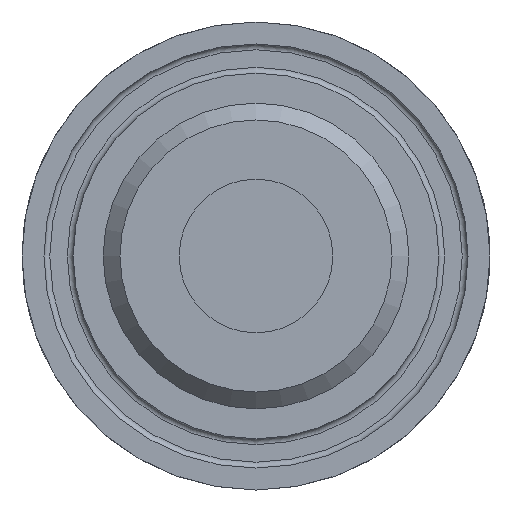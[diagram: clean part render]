
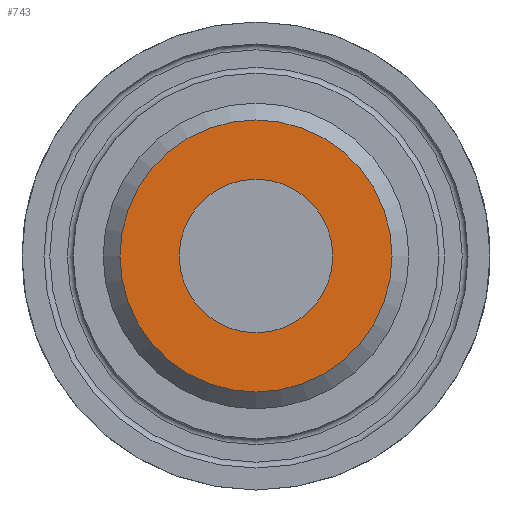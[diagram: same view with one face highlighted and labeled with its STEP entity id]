
A CAD part, front view. The second image highlights one B-rep face of the part: STEP entity #743.
In plain terms, the highlighted planar face has unit normal (0, -1, 0).
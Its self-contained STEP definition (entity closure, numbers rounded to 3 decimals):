
#28=FACE_BOUND('',#198,.T.);
#95=CIRCLE('',#843,9.3);
#99=CIRCLE('',#849,5.25);
#145=FACE_OUTER_BOUND('',#197,.T.);
#197=EDGE_LOOP('',(#598));
#198=EDGE_LOOP('',(#599));
#337=VERTEX_POINT('',#1338);
#341=VERTEX_POINT('',#1350);
#426=EDGE_CURVE('',#337,#337,#95,.T.);
#432=EDGE_CURVE('',#341,#341,#99,.T.);
#598=ORIENTED_EDGE('',*,*,#426,.F.);
#599=ORIENTED_EDGE('',*,*,#432,.F.);
#661=PLANE('',#848);
#743=ADVANCED_FACE('',(#145,#28),#661,.T.);
#843=AXIS2_PLACEMENT_3D('',#1339,#1041,#1042);
#848=AXIS2_PLACEMENT_3D('',#1349,#1053,#1054);
#849=AXIS2_PLACEMENT_3D('',#1351,#1055,#1056);
#1041=DIRECTION('center_axis',(0.,1.,0.));
#1042=DIRECTION('ref_axis',(-1.,0.,0.));
#1053=DIRECTION('center_axis',(0.,-1.,0.));
#1054=DIRECTION('ref_axis',(0.,0.,-1.));
#1055=DIRECTION('center_axis',(0.,-1.,0.));
#1056=DIRECTION('ref_axis',(1.,0.,0.));
#1338=CARTESIAN_POINT('',(9.3,35.,0.));
#1339=CARTESIAN_POINT('Origin',(0.,35.,0.));
#1349=CARTESIAN_POINT('Origin',(7.85,35.,0.));
#1350=CARTESIAN_POINT('',(-5.25,35.,0.));
#1351=CARTESIAN_POINT('Origin',(0.,35.,0.));
